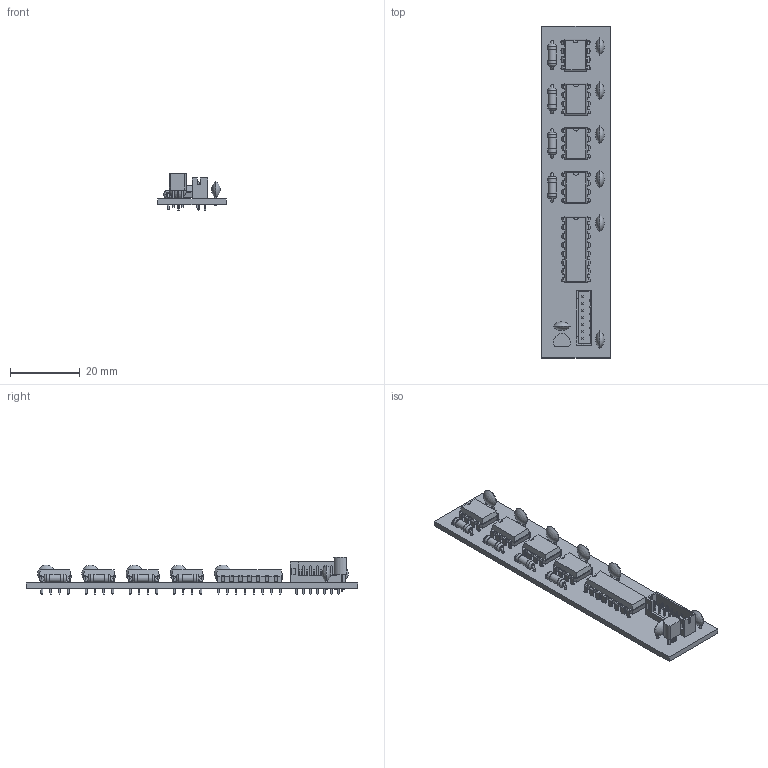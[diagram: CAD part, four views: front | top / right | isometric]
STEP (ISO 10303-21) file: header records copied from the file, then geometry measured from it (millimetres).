
FILE_DESCRIPTION(('KiCad electronic assembly'),'2;1');
FILE_NAME('memory.step','2020-12-28T12:17:57',('An Author'),('A Company' ),'Open CASCADE STEP processor 7.3','KiCad to STEP converter', 'Unknown');
FILE_SCHEMA(('AUTOMOTIVE_DESIGN { 1 0 10303 214 1 1 1 1 }'));
Length unit declared in the file: millimetre
Products named in the file (14): Open CASCADE STEP translator 7.3 1; TO-92_Inline; SOLID; R_Axial_DIN0207_L6.3mm_D2.5mm_P7.62mm_Horizontal; JST_PH_B7B-PH-K_1x07_P2.00mm_Vertical; DIP-16_W7.62mm; DIP-8_W7.62mm; C_Disc_D5.0mm_W2.5mm_P2.50mm; COMPOUND
Assembly tree (25 placements, depth 3):
  Open CASCADE STEP translator 7.3 1
    TO-92_Inline
      SOLID
    R_Axial_DIN0207_L6.3mm_D2.5mm_P7.62mm_Horizontal  x4
      SOLID
    JST_PH_B7B-PH-K_1x07_P2.00mm_Vertical
      SOLID
    DIP-16_W7.62mm
      SOLID
    DIP-8_W7.62mm  x4
      SOLID
    C_Disc_D5.0mm_W2.5mm_P2.50mm  x7
      SOLID
    COMPOUND
Bounding box: 19.81 x 95.5 x 10.7 mm (x, y, z)
Volume: 4675.2 mm3; surface area: 7538.4 mm2
Topology: 19 solids, 19 shells, 1316 faces, 3467 edges, 2207 vertices
Faces by surface type: plane 960, cylinder 218, bspline 108, torus 16, sphere 14
Full cylindrical faces by diameter (mm): 0.5 x14, 0.6 x8, 0.75 x10, 0.8 x70, 2.25 x4, 2.5 x8
Entity records: 61134 total; most frequent: CARTESIAN_POINT 13186, DIRECTION 7898, LINE 5549, VECTOR 5549, ORIENTED_EDGE 4212, PCURVE 4212, DEFINITIONAL_REPRESENTATION 4212, EDGE_CURVE 2106
